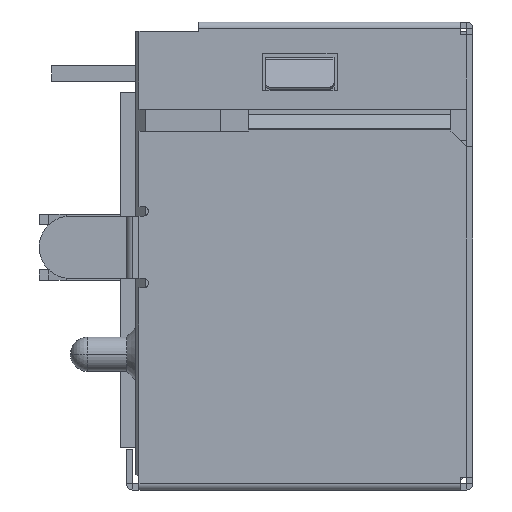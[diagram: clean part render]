
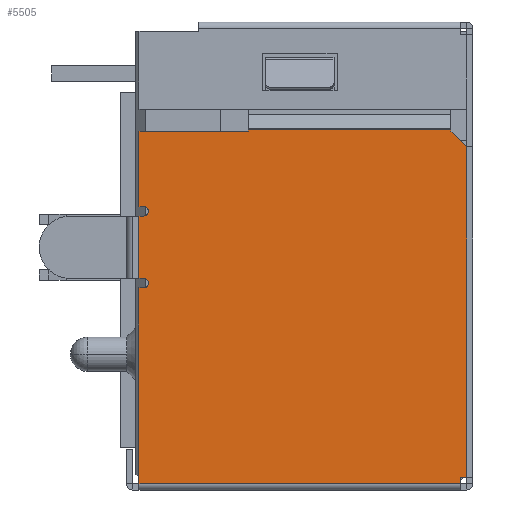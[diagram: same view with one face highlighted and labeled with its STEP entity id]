
A CAD part, front view. The second image highlights one B-rep face of the part: STEP entity #5505.
In plain terms, the highlighted planar face has unit normal (0, -1, 0).
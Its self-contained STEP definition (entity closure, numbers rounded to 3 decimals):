
#1810=DIRECTION('',(1.,0.,0.));
#1811=VECTOR('',#1810,10.3);
#1812=CARTESIAN_POINT('',(-5.15,-8.09,0.));
#1813=LINE('',#1812,#1811);
#1827=DIRECTION('',(-1.,0.,0.));
#1828=VECTOR('',#1827,0.15);
#1829=CARTESIAN_POINT('',(-5.,-8.09,6.28));
#1830=LINE('',#1829,#1828);
#1835=DIRECTION('',(-1.,0.,0.));
#1836=VECTOR('',#1835,0.15);
#1837=CARTESIAN_POINT('',(-5.,-8.09,8.88));
#1838=LINE('',#1837,#1836);
#1839=DIRECTION('',(0.,0.,1.));
#1840=VECTOR('',#1839,2.42);
#1841=CARTESIAN_POINT('',(-5.15,-8.09,8.88));
#1842=LINE('',#1841,#1840);
#1843=DIRECTION('',(0.,0.,1.));
#1844=VECTOR('',#1843,0.039);
#1845=CARTESIAN_POINT('',(-1.65,-8.09,11.3));
#1846=LINE('',#1845,#1844);
#1847=DIRECTION('',(1.,0.,0.));
#1848=VECTOR('',#1847,6.5);
#1849=CARTESIAN_POINT('',(-1.65,-8.09,11.339));
#1850=LINE('',#1849,#1848);
#1851=DIRECTION('',(0.707,0.,-0.707));
#1852=VECTOR('',#1851,0.707);
#1853=CARTESIAN_POINT('',(4.85,-8.09,11.3));
#1854=LINE('',#1853,#1852);
#1855=DIRECTION('',(0.,0.,-1.));
#1856=VECTOR('',#1855,10.6);
#1857=CARTESIAN_POINT('',(5.35,-8.09,10.8));
#1858=LINE('',#1857,#1856);
#1859=DIRECTION('',(0.,0.,-1.));
#1860=VECTOR('',#1859,0.2);
#1861=CARTESIAN_POINT('',(5.15,-8.09,0.2));
#1862=LINE('',#1861,#1860);
#1863=DIRECTION('',(0.,0.,1.));
#1864=VECTOR('',#1863,6.28);
#1865=CARTESIAN_POINT('',(-5.15,-8.09,0.));
#1866=LINE('',#1865,#1864);
#1867=CARTESIAN_POINT('',(-5.,-8.09,6.43));
#1868=DIRECTION('',(0.,-1.,0.));
#1869=DIRECTION('',(0.,0.,-1.));
#1870=AXIS2_PLACEMENT_3D('',#1867,#1868,#1869);
#1872=CARTESIAN_POINT('',(-5.,-8.09,6.43));
#1873=DIRECTION('',(0.,-1.,0.));
#1874=DIRECTION('',(1.,0.,0.));
#1875=AXIS2_PLACEMENT_3D('',#1872,#1873,#1874);
#1877=DIRECTION('',(-1.,0.,0.));
#1878=VECTOR('',#1877,0.15);
#1879=CARTESIAN_POINT('',(-5.,-8.09,6.58));
#1880=LINE('',#1879,#1878);
#1881=DIRECTION('',(0.,0.,1.));
#1882=VECTOR('',#1881,2.);
#1883=CARTESIAN_POINT('',(-5.15,-8.09,6.58));
#1884=LINE('',#1883,#1882);
#1885=CARTESIAN_POINT('',(-5.,-8.09,8.73));
#1886=DIRECTION('',(0.,-1.,0.));
#1887=DIRECTION('',(0.,0.,-1.));
#1888=AXIS2_PLACEMENT_3D('',#1885,#1886,#1887);
#1890=CARTESIAN_POINT('',(-5.,-8.09,8.73));
#1891=DIRECTION('',(0.,-1.,0.));
#1892=DIRECTION('',(1.,0.,0.));
#1893=AXIS2_PLACEMENT_3D('',#1890,#1891,#1892);
#1907=DIRECTION('',(-1.,0.,0.));
#1908=VECTOR('',#1907,0.15);
#1909=CARTESIAN_POINT('',(-5.,-8.09,8.58));
#1910=LINE('',#1909,#1908);
#1987=DIRECTION('',(1.,0.,0.));
#1988=VECTOR('',#1987,0.2);
#1989=CARTESIAN_POINT('',(5.15,-8.09,0.2));
#1990=LINE('',#1989,#1988);
#2007=DIRECTION('',(0.,0.,1.));
#2008=VECTOR('',#2007,0.039);
#2009=CARTESIAN_POINT('',(4.85,-8.09,11.3));
#2010=LINE('',#2009,#2008);
#2031=DIRECTION('',(-1.,0.,0.));
#2032=VECTOR('',#2031,3.5);
#2033=CARTESIAN_POINT('',(-1.65,-8.09,11.3));
#2034=LINE('',#2033,#2032);
#2629=CARTESIAN_POINT('',(-5.,-8.09,8.88));
#2630=CARTESIAN_POINT('',(-5.15,-8.09,8.88));
#2631=VERTEX_POINT('',#2629);
#2632=VERTEX_POINT('',#2630);
#2669=CARTESIAN_POINT('',(-4.85,-8.09,8.73));
#2670=VERTEX_POINT('',#2669);
#2671=CARTESIAN_POINT('',(-5.,-8.09,8.58));
#2672=VERTEX_POINT('',#2671);
#2677=CARTESIAN_POINT('',(-5.15,-8.09,8.58));
#2678=VERTEX_POINT('',#2677);
#2681=CARTESIAN_POINT('',(-5.,-8.09,6.58));
#2682=CARTESIAN_POINT('',(-5.15,-8.09,6.58));
#2683=VERTEX_POINT('',#2681);
#2684=VERTEX_POINT('',#2682);
#2689=CARTESIAN_POINT('',(-4.85,-8.09,6.43));
#2690=VERTEX_POINT('',#2689);
#2691=CARTESIAN_POINT('',(-5.,-8.09,6.28));
#2692=VERTEX_POINT('',#2691);
#2697=CARTESIAN_POINT('',(-5.15,-8.09,6.28));
#2698=VERTEX_POINT('',#2697);
#2701=CARTESIAN_POINT('',(-5.15,-8.09,11.3));
#2702=VERTEX_POINT('',#2701);
#2703=CARTESIAN_POINT('',(-1.65,-8.09,11.3));
#2704=VERTEX_POINT('',#2703);
#2705=CARTESIAN_POINT('',(-1.65,-8.09,11.339));
#2706=VERTEX_POINT('',#2705);
#2707=CARTESIAN_POINT('',(4.85,-8.09,11.339));
#2708=VERTEX_POINT('',#2707);
#2709=CARTESIAN_POINT('',(4.85,-8.09,11.3));
#2710=VERTEX_POINT('',#2709);
#2711=CARTESIAN_POINT('',(5.35,-8.09,10.8));
#2712=VERTEX_POINT('',#2711);
#2713=CARTESIAN_POINT('',(5.35,-8.09,0.2));
#2714=VERTEX_POINT('',#2713);
#2715=CARTESIAN_POINT('',(5.15,-8.09,0.2));
#2716=VERTEX_POINT('',#2715);
#2717=CARTESIAN_POINT('',(5.15,-8.09,0.));
#2718=VERTEX_POINT('',#2717);
#2719=CARTESIAN_POINT('',(-5.15,-8.09,0.));
#2720=VERTEX_POINT('',#2719);
#5461=CARTESIAN_POINT('',(5.35,-8.09,-0.2));
#5462=DIRECTION('',(0.,-1.,0.));
#5463=DIRECTION('',(1.,0.,0.));
#5464=AXIS2_PLACEMENT_3D('',#5461,#5462,#5463);
#5465=PLANE('',#5464);
#5467=ORIENTED_EDGE('',*,*,#5466,.T.);
#5469=ORIENTED_EDGE('',*,*,#5468,.T.);
#5471=ORIENTED_EDGE('',*,*,#5470,.F.);
#5473=ORIENTED_EDGE('',*,*,#5472,.T.);
#5475=ORIENTED_EDGE('',*,*,#5474,.T.);
#5477=ORIENTED_EDGE('',*,*,#5476,.F.);
#5479=ORIENTED_EDGE('',*,*,#5478,.T.);
#5481=ORIENTED_EDGE('',*,*,#5480,.T.);
#5483=ORIENTED_EDGE('',*,*,#5482,.F.);
#5485=ORIENTED_EDGE('',*,*,#5484,.T.);
#5486=ORIENTED_EDGE('',*,*,#5412,.F.);
#5487=ORIENTED_EDGE('',*,*,#5438,.T.);
#5488=ORIENTED_EDGE('',*,*,#5451,.F.);
#5490=ORIENTED_EDGE('',*,*,#5489,.T.);
#5492=ORIENTED_EDGE('',*,*,#5491,.T.);
#5494=ORIENTED_EDGE('',*,*,#5493,.T.);
#5496=ORIENTED_EDGE('',*,*,#5495,.T.);
#5498=ORIENTED_EDGE('',*,*,#5497,.F.);
#5500=ORIENTED_EDGE('',*,*,#5499,.T.);
#5502=ORIENTED_EDGE('',*,*,#5501,.T.);
#5503=EDGE_LOOP('',(#5467,#5469,#5471,#5473,#5475,#5477,#5479,#5481,#5483,#5485,
#5486,#5487,#5488,#5490,#5492,#5494,#5496,#5498,#5500,#5502));
#5504=FACE_OUTER_BOUND('',#5503,.F.);
#1871=CIRCLE('',#1870,0.15);
#1876=CIRCLE('',#1875,0.15);
#1889=CIRCLE('',#1888,0.15);
#1894=CIRCLE('',#1893,0.15);
#5412=EDGE_CURVE('',#2720,#2718,#1813,.T.);
#5438=EDGE_CURVE('',#2720,#2698,#1866,.T.);
#5451=EDGE_CURVE('',#2692,#2698,#1830,.T.);
#5466=EDGE_CURVE('',#2631,#2632,#1838,.T.);
#5468=EDGE_CURVE('',#2632,#2702,#1842,.T.);
#5470=EDGE_CURVE('',#2704,#2702,#2034,.T.);
#5472=EDGE_CURVE('',#2704,#2706,#1846,.T.);
#5474=EDGE_CURVE('',#2706,#2708,#1850,.T.);
#5476=EDGE_CURVE('',#2710,#2708,#2010,.T.);
#5478=EDGE_CURVE('',#2710,#2712,#1854,.T.);
#5480=EDGE_CURVE('',#2712,#2714,#1858,.T.);
#5482=EDGE_CURVE('',#2716,#2714,#1990,.T.);
#5484=EDGE_CURVE('',#2716,#2718,#1862,.T.);
#5489=EDGE_CURVE('',#2692,#2690,#1871,.T.);
#5491=EDGE_CURVE('',#2690,#2683,#1876,.T.);
#5493=EDGE_CURVE('',#2683,#2684,#1880,.T.);
#5495=EDGE_CURVE('',#2684,#2678,#1884,.T.);
#5497=EDGE_CURVE('',#2672,#2678,#1910,.T.);
#5499=EDGE_CURVE('',#2672,#2670,#1889,.T.);
#5501=EDGE_CURVE('',#2670,#2631,#1894,.T.);
#5505=ADVANCED_FACE('',(#5504),#5465,.T.);
